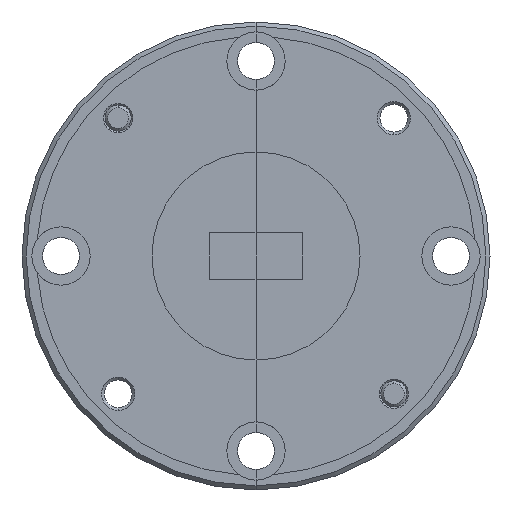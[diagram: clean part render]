
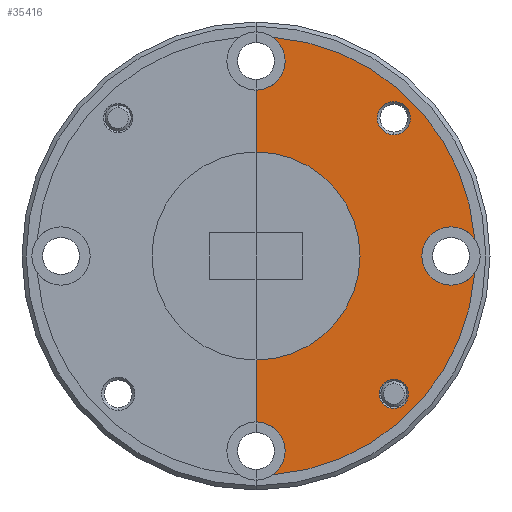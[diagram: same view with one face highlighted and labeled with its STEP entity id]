
A CAD part, left-side view. The second image highlights one B-rep face of the part: STEP entity #35416.
In plain terms, the highlighted planar face has unit normal (-1, 0, 0).
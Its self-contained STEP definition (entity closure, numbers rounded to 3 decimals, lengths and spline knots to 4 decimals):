
#102 = ORIENTED_EDGE ( 'NONE', *, *, #22046, .F. ) ;
#279 = DIRECTION ( 'NONE',  ( 0., 0., 1. ) ) ;
#756 = CARTESIAN_POINT ( 'NONE',  ( -4.0366, 0.0327, 1.8598 ) ) ;
#762 = DIRECTION ( 'NONE',  ( 0., 0., 1. ) ) ;
#1061 = DIRECTION ( 'NONE',  ( -1., 0., 0. ) ) ;
#1260 = ORIENTED_EDGE ( 'NONE', *, *, #52299, .F. ) ;
#1430 = CIRCLE ( 'NONE', #17796, 0.07 ) ;
#2010 = AXIS2_PLACEMENT_3D ( 'NONE', #10109, #1061, #762 ) ;
#2877 = ORIENTED_EDGE ( 'NONE', *, *, #52093, .F. ) ;
#3134 = CARTESIAN_POINT ( 'NONE',  ( -4.0366, 0.0327, 2.1098 ) ) ;
#3488 = EDGE_CURVE ( 'NONE', #49995, #58796, #49579, .T. ) ;
#3888 = CARTESIAN_POINT ( 'NONE',  ( -4.0366, 0.0327, 1.8598 ) ) ;
#4007 = DIRECTION ( 'NONE',  ( -1., 0., 0. ) ) ;
#4585 = EDGE_CURVE ( 'NONE', #43003, #29840, #39525, .T. ) ;
#4588 = DIRECTION ( 'NONE',  ( -1., 0., 0. ) ) ;
#4794 = DIRECTION ( 'NONE',  ( -1., 0., 0. ) ) ;
#6651 = CARTESIAN_POINT ( 'NONE',  ( -4.0366, 0.0327, 1.6098 ) ) ;
#6699 = EDGE_CURVE ( 'NONE', #9643, #14865, #15679, .T. ) ;
#7858 = AXIS2_PLACEMENT_3D ( 'NONE', #16110, #30559, #48983 ) ;
#9244 = DIRECTION ( 'NONE',  ( -1., 0., 0. ) ) ;
#9353 = CIRCLE ( 'NONE', #33464, 0.5275 ) ;
#9525 = CIRCLE ( 'NONE', #52871, 0.07 ) ;
#9643 = VERTEX_POINT ( 'NONE', #3134 ) ;
#10109 = CARTESIAN_POINT ( 'NONE',  ( -4.0366, -0.2987, 1.5283 ) ) ;
#10225 = CARTESIAN_POINT ( 'NONE',  ( -4.0366, -0.2987, 1.5283 ) ) ;
#10445 = CARTESIAN_POINT ( 'NONE',  ( -4.0366, -0.2987, 1.5633 ) ) ;
#10454 = EDGE_LOOP ( 'NONE', ( #43218, #30760 ) ) ;
#10616 = EDGE_CURVE ( 'NONE', #13629, #50002, #48228, .T. ) ;
#10805 = VERTEX_POINT ( 'NONE', #53040 ) ;
#11154 = VECTOR ( 'NONE', #52214, 39.3701 ) ;
#11164 = AXIS2_PLACEMENT_3D ( 'NONE', #29804, #48211, #38889 ) ;
#11861 = CARTESIAN_POINT ( 'NONE',  ( -4.0366, 0.0327, 1.8598 ) ) ;
#11913 = VERTEX_POINT ( 'NONE', #30795 ) ;
#11943 = CARTESIAN_POINT ( 'NONE',  ( -4.0366, -0.0076, 2.3857 ) ) ;
#12356 = ORIENTED_EDGE ( 'NONE', *, *, #17861, .F. ) ;
#12976 = AXIS2_PLACEMENT_3D ( 'NONE', #3888, #27422, #13548 ) ;
#13548 = DIRECTION ( 'NONE',  ( 0., 0., 1. ) ) ;
#13629 = VERTEX_POINT ( 'NONE', #26993 ) ;
#14328 = FACE_BOUND ( 'NONE', #10454, .T. ) ;
#14532 = ORIENTED_EDGE ( 'NONE', *, *, #6699, .F. ) ;
#14865 = VERTEX_POINT ( 'NONE', #50395 ) ;
#15198 = ORIENTED_EDGE ( 'NONE', *, *, #34038, .F. ) ;
#15498 = AXIS2_PLACEMENT_3D ( 'NONE', #50476, #4588, #36599 ) ;
#15679 = LINE ( 'NONE', #23834, #38249 ) ;
#16110 = CARTESIAN_POINT ( 'NONE',  ( -4.0366, -0.2987, 2.1912 ) ) ;
#17796 = AXIS2_PLACEMENT_3D ( 'NONE', #53070, #56987, #48517 ) ;
#17861 = EDGE_CURVE ( 'NONE', #10805, #54976, #36938, .T. ) ;
#18181 = ORIENTED_EDGE ( 'NONE', *, *, #40797, .F. ) ;
#18336 = CIRCLE ( 'NONE', #15498, 0.07 ) ;
#18864 = EDGE_LOOP ( 'NONE', ( #102, #55610, #18181, #14532, #27937, #33367, #15198, #25985, #12356, #1260 ) ) ;
#19153 = DIRECTION ( 'NONE',  ( -1., 0., 0. ) ) ;
#20761 = CARTESIAN_POINT ( 'NONE',  ( -4.0366, -0.436, 1.8598 ) ) ;
#20783 = CIRCLE ( 'NONE', #38170, 0.035 ) ;
#21503 = DIRECTION ( 'NONE',  ( 0., 0., 1. ) ) ;
#22031 = EDGE_CURVE ( 'NONE', #29840, #9643, #51126, .T. ) ;
#22046 = EDGE_CURVE ( 'NONE', #49995, #53115, #18336, .T. ) ;
#23010 = CARTESIAN_POINT ( 'NONE',  ( -4.0366, 0.0327, 1.8598 ) ) ;
#23834 = CARTESIAN_POINT ( 'NONE',  ( -4.0366, 0.0327, 1.8598 ) ) ;
#25985 = ORIENTED_EDGE ( 'NONE', *, *, #34963, .T. ) ;
#26993 = CARTESIAN_POINT ( 'NONE',  ( -4.0366, -0.2987, 1.4933 ) ) ;
#27224 = DIRECTION ( 'NONE',  ( -1., 0., 0. ) ) ;
#27422 = DIRECTION ( 'NONE',  ( -1., 0., 0. ) ) ;
#27937 = ORIENTED_EDGE ( 'NONE', *, *, #22031, .F. ) ;
#29094 = VERTEX_POINT ( 'NONE', #56379 ) ;
#29804 = CARTESIAN_POINT ( 'NONE',  ( -4.0366, -0.436, 1.8598 ) ) ;
#29839 = ORIENTED_EDGE ( 'NONE', *, *, #10616, .F. ) ;
#29840 = VERTEX_POINT ( 'NONE', #6651 ) ;
#30105 = DIRECTION ( 'NONE',  ( 0., 0., 1. ) ) ;
#30251 = DIRECTION ( 'NONE',  ( -1., 0., 0. ) ) ;
#30393 = DIRECTION ( 'NONE',  ( -1., 0., 0. ) ) ;
#30559 = DIRECTION ( 'NONE',  ( -1., 0., 0. ) ) ;
#30760 = ORIENTED_EDGE ( 'NONE', *, *, #43020, .F. ) ;
#30795 = CARTESIAN_POINT ( 'NONE',  ( -4.0366, -0.2987, 2.1512 ) ) ;
#32132 = FACE_OUTER_BOUND ( 'NONE', #18864, .T. ) ;
#32435 = PLANE ( 'NONE',  #51753 ) ;
#32726 = FACE_BOUND ( 'NONE', #43201, .T. ) ;
#33367 = ORIENTED_EDGE ( 'NONE', *, *, #4585, .F. ) ;
#33464 = AXIS2_PLACEMENT_3D ( 'NONE', #11861, #30251, #21503 ) ;
#33534 = CARTESIAN_POINT ( 'NONE',  ( -4.0366, -0.4932, 1.8194 ) ) ;
#34038 = EDGE_CURVE ( 'NONE', #52955, #43003, #1430, .T. ) ;
#34963 = EDGE_CURVE ( 'NONE', #52955, #54976, #9353, .T. ) ;
#35416 = ADVANCED_FACE ( 'NONE', ( #32132, #14328, #32726 ), #32435, .T. ) ;
#36599 = DIRECTION ( 'NONE',  ( 0., 0., 1. ) ) ;
#36938 = CIRCLE ( 'NONE', #57179, 0.07 ) ;
#37305 = CARTESIAN_POINT ( 'NONE',  ( -4.0366, -0.2987, 2.1912 ) ) ;
#37790 = CIRCLE ( 'NONE', #7858, 0.04 ) ;
#38170 = AXIS2_PLACEMENT_3D ( 'NONE', #10225, #4794, #279 ) ;
#38249 = VECTOR ( 'NONE', #50976, 39.3701 ) ;
#38889 = DIRECTION ( 'NONE',  ( 0., 0., 1. ) ) ;
#39525 = LINE ( 'NONE', #52803, #11154 ) ;
#39842 = CARTESIAN_POINT ( 'NONE',  ( -4.0366, -0.0076, 1.3338 ) ) ;
#40797 = EDGE_CURVE ( 'NONE', #14865, #58796, #9525, .T. ) ;
#41486 = AXIS2_PLACEMENT_3D ( 'NONE', #23010, #27224, #46518 ) ;
#41980 = CIRCLE ( 'NONE', #11164, 0.07 ) ;
#42392 = DIRECTION ( 'NONE',  ( 0., 0., 1. ) ) ;
#43003 = VERTEX_POINT ( 'NONE', #48689 ) ;
#43020 = EDGE_CURVE ( 'NONE', #11913, #29094, #37790, .T. ) ;
#43201 = EDGE_LOOP ( 'NONE', ( #2877, #29839 ) ) ;
#43218 = ORIENTED_EDGE ( 'NONE', *, *, #49771, .F. ) ;
#46518 = DIRECTION ( 'NONE',  ( 0., 0., 1. ) ) ;
#48211 = DIRECTION ( 'NONE',  ( -1., 0., 0. ) ) ;
#48228 = CIRCLE ( 'NONE', #2010, 0.035 ) ;
#48517 = DIRECTION ( 'NONE',  ( 0., 0., 1. ) ) ;
#48689 = CARTESIAN_POINT ( 'NONE',  ( -4.0366, 0.0327, 1.461 ) ) ;
#48983 = DIRECTION ( 'NONE',  ( 0., 0., 1. ) ) ;
#49579 = CIRCLE ( 'NONE', #12976, 0.5275 ) ;
#49684 = CIRCLE ( 'NONE', #51496, 0.04 ) ;
#49771 = EDGE_CURVE ( 'NONE', #29094, #11913, #49684, .T. ) ;
#49995 = VERTEX_POINT ( 'NONE', #51468 ) ;
#50002 = VERTEX_POINT ( 'NONE', #10445 ) ;
#50395 = CARTESIAN_POINT ( 'NONE',  ( -4.0366, 0.0327, 2.2585 ) ) ;
#50476 = CARTESIAN_POINT ( 'NONE',  ( -4.0366, -0.436, 1.8598 ) ) ;
#50976 = DIRECTION ( 'NONE',  ( 0., 0., 1. ) ) ;
#51126 = CIRCLE ( 'NONE', #41486, 0.25 ) ;
#51468 = CARTESIAN_POINT ( 'NONE',  ( -4.0366, -0.4932, 1.9001 ) ) ;
#51496 = AXIS2_PLACEMENT_3D ( 'NONE', #37305, #9244, #59341 ) ;
#51753 = AXIS2_PLACEMENT_3D ( 'NONE', #756, #19153, #42392 ) ;
#52093 = EDGE_CURVE ( 'NONE', #50002, #13629, #20783, .T. ) ;
#52214 = DIRECTION ( 'NONE',  ( 0., 0., 1. ) ) ;
#52299 = EDGE_CURVE ( 'NONE', #53115, #10805, #41980, .T. ) ;
#52803 = CARTESIAN_POINT ( 'NONE',  ( -4.0366, 0.0327, 1.8598 ) ) ;
#52871 = AXIS2_PLACEMENT_3D ( 'NONE', #58649, #4007, #54708 ) ;
#52955 = VERTEX_POINT ( 'NONE', #39842 ) ;
#53040 = CARTESIAN_POINT ( 'NONE',  ( -4.0366, -0.436, 1.7898 ) ) ;
#53070 = CARTESIAN_POINT ( 'NONE',  ( -4.0366, 0.0327, 1.391 ) ) ;
#53115 = VERTEX_POINT ( 'NONE', #58544 ) ;
#54708 = DIRECTION ( 'NONE',  ( 0., 0., 1. ) ) ;
#54976 = VERTEX_POINT ( 'NONE', #33534 ) ;
#55610 = ORIENTED_EDGE ( 'NONE', *, *, #3488, .T. ) ;
#56379 = CARTESIAN_POINT ( 'NONE',  ( -4.0366, -0.2987, 2.2312 ) ) ;
#56987 = DIRECTION ( 'NONE',  ( -1., 0., 0. ) ) ;
#57179 = AXIS2_PLACEMENT_3D ( 'NONE', #20761, #30393, #30105 ) ;
#58544 = CARTESIAN_POINT ( 'NONE',  ( -4.0366, -0.436, 1.9298 ) ) ;
#58649 = CARTESIAN_POINT ( 'NONE',  ( -4.0366, 0.0327, 2.3285 ) ) ;
#58796 = VERTEX_POINT ( 'NONE', #11943 ) ;
#59341 = DIRECTION ( 'NONE',  ( 0., 0., 1. ) ) ;
